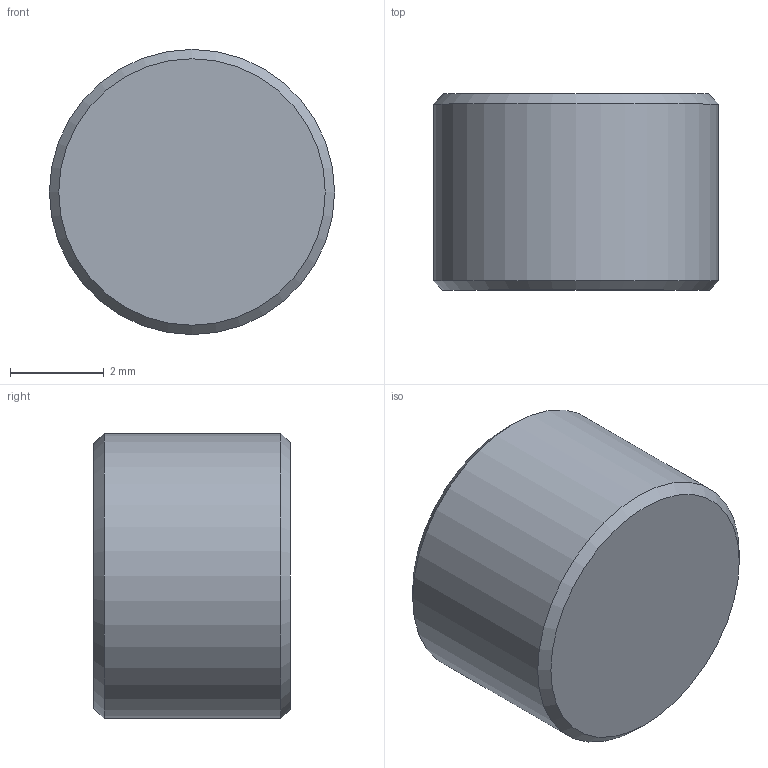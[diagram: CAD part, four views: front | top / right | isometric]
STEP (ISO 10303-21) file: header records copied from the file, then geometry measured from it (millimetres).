
FILE_DESCRIPTION(/* description */ (''),/* implementation_level */ '2;1');
FILE_NAME(/* name */ 'A-MGN12_Hole_Plug_No_Screw-F.stp',/* time_stamp */ '2020-09-12T12:04:03-07:00',/* author */ (''),/* organization */ (''),/* preprocessor_version */ 'ST-DEVELOPER v18.1',/* originating_system */ 'Autodesk Translation Framework v9.3.0.1241',/* authorisation */ '');
FILE_SCHEMA (('AUTOMOTIVE_DESIGN { 1 0 10303 214 3 1 1 }'));
Length unit declared in the file: millimetre
Products named in the file (1): MGN12 Rail Plug (no screw)
Bounding box: 6.1 x 4.2 x 6.1 mm (x, y, z)
Volume: 70.8 mm3; surface area: 172.8 mm2
Topology: 1 solids, 1 shells, 9 faces, 17 edges, 11 vertices
Faces by surface type: cone 4, plane 3, cylinder 2
Full cylindrical faces by diameter (mm): 4.78 x1, 6.1 x1
Entity records: 274 total; most frequent: DIRECTION 48, CARTESIAN_POINT 38, ORIENTED_EDGE 34, AXIS2_PLACEMENT_3D 21, EDGE_CURVE 17, CIRCLE 11, VERTEX_POINT 11, EDGE_LOOP 10
